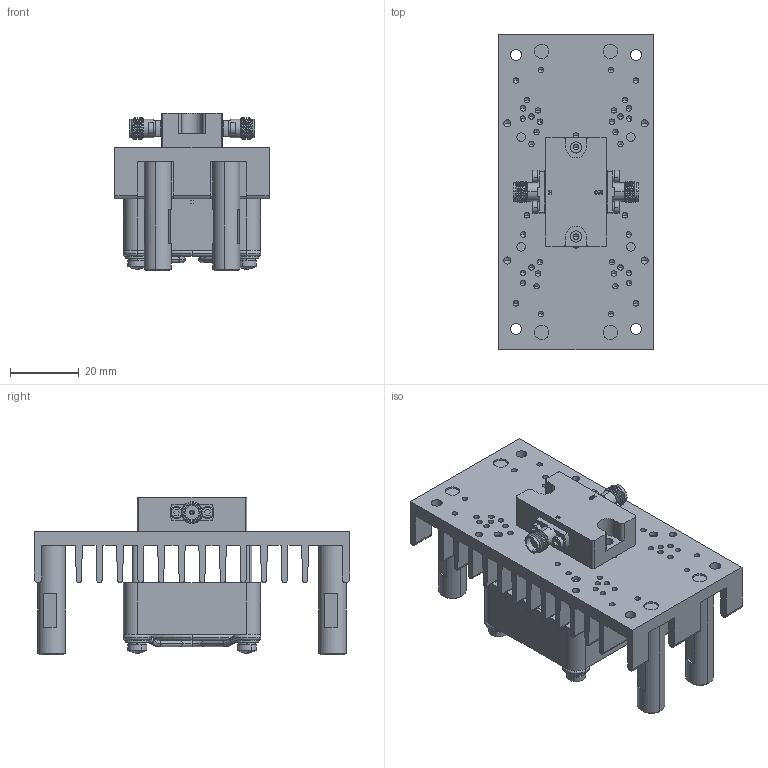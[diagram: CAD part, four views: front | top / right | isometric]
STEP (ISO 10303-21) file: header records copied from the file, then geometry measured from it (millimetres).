
FILE_DESCRIPTION (( 'STEP AP214' ), '1' );
FILE_NAME ('FMLM2010_3D.step', '2025-04-09T15:13:47', ( '' ), ( '' ), 'SwSTEP 2.0', 'SolidWorks 2022', '' );
FILE_SCHEMA (( 'AUTOMOTIVE_DESIGN' ));
Length unit declared in the file: millimetre
Products named in the file (1): FMLM2010_3D
Bounding box: 45 x 92 x 46 mm (x, y, z)
Volume: 51785.9 mm3; surface area: 43266.6 mm2
Topology: 3 solids, 68 shells, 2861 faces, 7158 edges, 4621 vertices
Faces by surface type: plane 1250, cylinder 1002, bspline 320, cone 170, torus 103, sphere 16
Entity records: 102954 total; most frequent: CARTESIAN_POINT 35321, ORIENTED_EDGE 14192, DIRECTION 13569, EDGE_CURVE 7096, AXIS2_PLACEMENT_3D 4908, VERTEX_POINT 4617, VECTOR 3753, LINE 3753
